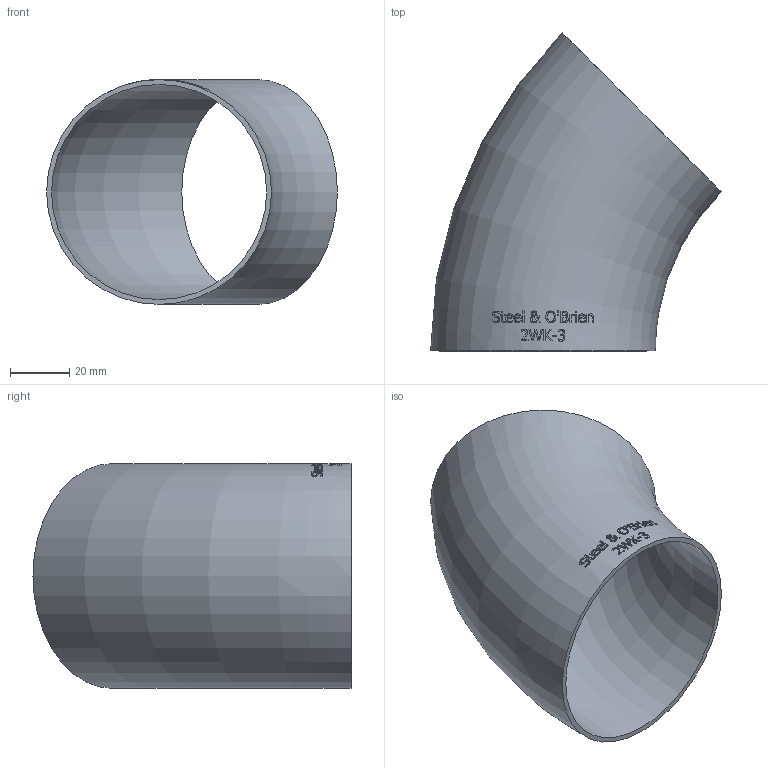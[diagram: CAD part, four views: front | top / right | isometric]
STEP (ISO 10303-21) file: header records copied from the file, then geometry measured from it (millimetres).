
FILE_DESCRIPTION(/* description */ (''),/* implementation_level */ '2;1');
FILE_NAME(/* name */ '2WK-3.stp',/* time_stamp */ '2019-07-26T14:56:50-04:00',/* author */ ('rick'),/* organization */ (''),/* preprocessor_version */ 'ST-DEVELOPER v15.2',/* originating_system */ 'Autodesk Inventor 2014',/* authorisation */ '');
FILE_SCHEMA (('AUTOMOTIVE_DESIGN { 1 0 10303 214 3 1 1 }'));
Length unit declared in the file: inch
Products named in the file (1): 2WK-3
Bounding box: 98.52 x 107.76 x 76.2 mm (x, y, z)
Volume: 34703.6 mm3; surface area: 42859.4 mm2
Topology: 1 solids, 1 shells, 303 faces, 822 edges, 548 vertices
Faces by surface type: bspline 149, plane 125, torus 29
Entity records: 12365 total; most frequent: CARTESIAN_POINT 6186, ORIENTED_EDGE 1640, EDGE_CURVE 820, DIRECTION 590, VERTEX_POINT 548, B_SPLINE_CURVE_WITH_KNOTS 544, EDGE_LOOP 334, ADVANCED_FACE 303
